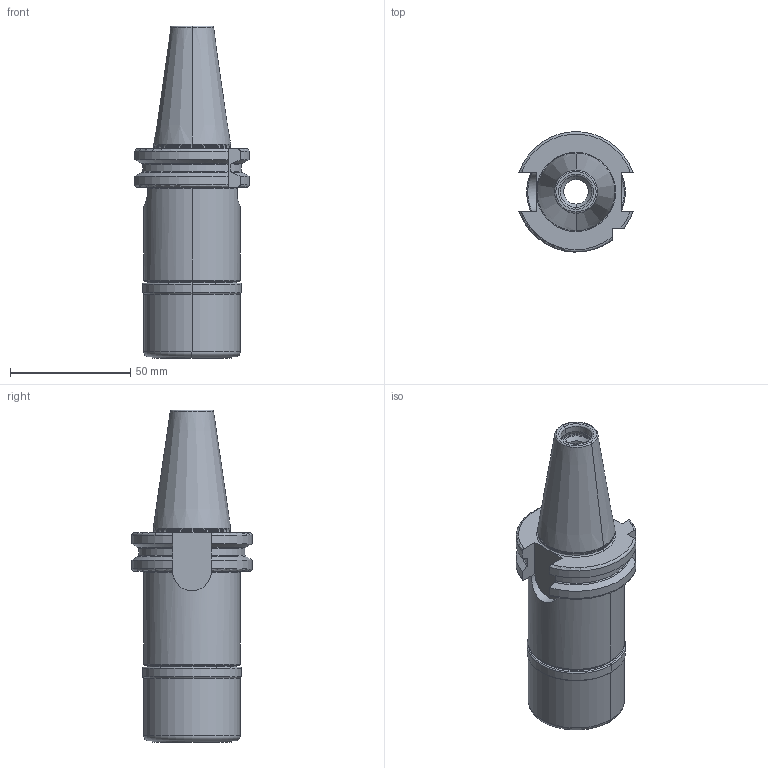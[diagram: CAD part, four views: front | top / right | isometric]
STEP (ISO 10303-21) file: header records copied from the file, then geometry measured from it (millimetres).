
FILE_DESCRIPTION((''),'2;1');
FILE_NAME('302_03_16_1','2020-12-02T',('104091'),(''),'CREO PARAMETRIC BY PTC INC, 2016260','CREO PARAMETRIC BY PTC INC, 2016260','');
FILE_SCHEMA(('CONFIG_CONTROL_DESIGN'));
Length unit declared in the file: millimetre
Products named in the file (1): 302_03_16_1
Bounding box: 47.34 x 49.89 x 137.8 mm (x, y, z)
Volume: 106932.6 mm3; surface area: 30417.3 mm2
Topology: 1 solids, 2 shells, 162 faces, 371 edges, 221 vertices
Faces by surface type: torus 52, cylinder 49, cone 38, plane 23
Entity records: 4881 total; most frequent: CARTESIAN_POINT 1113, DIRECTION 861, ORIENTED_EDGE 736, AXIS2_PLACEMENT_3D 374, EDGE_CURVE 368, VERTEX_POINT 219, CIRCLE 209, EDGE_LOOP 175
